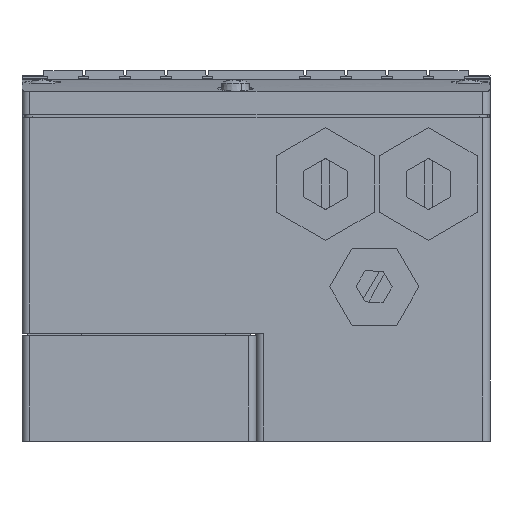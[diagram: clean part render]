
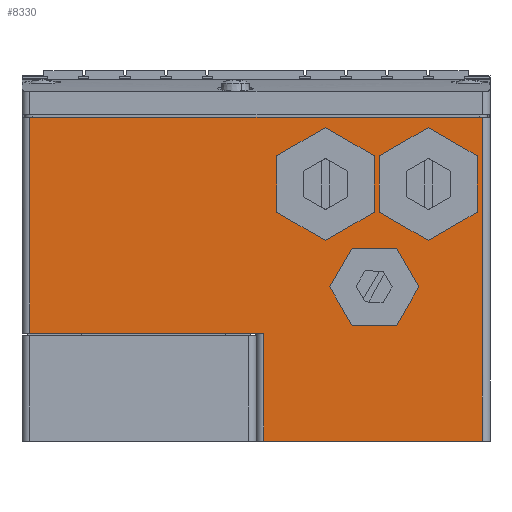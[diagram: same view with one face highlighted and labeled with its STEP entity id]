
A CAD part, front view. The second image highlights one B-rep face of the part: STEP entity #8330.
In plain terms, the highlighted planar face has unit normal (0, -1, 0).
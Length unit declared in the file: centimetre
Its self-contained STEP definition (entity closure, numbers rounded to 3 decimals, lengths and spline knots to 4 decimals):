
#727=CIRCLE('',#8972,0.75);
#728=CIRCLE('',#8974,0.95);
#729=CIRCLE('',#8975,0.95);
#1020=VERTEX_POINT('',#11914);
#1021=VERTEX_POINT('',#11916);
#1036=VERTEX_POINT('',#11948);
#1054=VERTEX_POINT('',#12222);
#1072=VERTEX_POINT('',#12406);
#1078=VERTEX_POINT('',#12530);
#1392=VERTEX_POINT('',#13670);
#1393=VERTEX_POINT('',#13673);
#1394=VERTEX_POINT('',#13675);
#1801=VECTOR('',#9494,1.);
#1814=VECTOR('',#9514,1.);
#1824=VECTOR('',#9538,1.);
#1841=VECTOR('',#9578,1.);
#1849=VECTOR('',#9601,1.);
#1904=VECTOR('',#9738,1.);
#2631=LINE('',#11915,#1801);
#2644=LINE('',#11947,#1814);
#2654=LINE('',#12221,#1824);
#2671=LINE('',#12407,#1841);
#2679=LINE('',#12531,#1849);
#2734=LINE('',#12729,#1904);
#3486=EDGE_CURVE('',#1020,#1021,#2631,.T.);
#3503=EDGE_CURVE('',#1036,#1021,#2644,.T.);
#3525=EDGE_CURVE('',#1036,#1054,#2654,.T.);
#3552=EDGE_CURVE('',#1020,#1072,#2671,.T.);
#3566=EDGE_CURVE('',#1078,#1072,#2679,.T.);
#3653=EDGE_CURVE('',#1054,#1078,#2734,.T.);
#4050=EDGE_CURVE('',#1392,#1392,#727,.T.);
#4051=EDGE_CURVE('',#1393,#1393,#728,.T.);
#4052=EDGE_CURVE('',#1394,#1394,#729,.T.);
#5875=ORIENTED_EDGE('',*,*,#3486,.F.);
#5876=ORIENTED_EDGE('',*,*,#3552,.T.);
#5877=ORIENTED_EDGE('',*,*,#3566,.F.);
#5878=ORIENTED_EDGE('',*,*,#3653,.F.);
#5879=ORIENTED_EDGE('',*,*,#3525,.F.);
#5880=ORIENTED_EDGE('',*,*,#3503,.T.);
#5881=ORIENTED_EDGE('',*,*,#4050,.T.);
#5882=ORIENTED_EDGE('',*,*,#4051,.T.);
#5883=ORIENTED_EDGE('',*,*,#4052,.T.);
#7181=EDGE_LOOP('',(#5875,#5876,#5877,#5878,#5879,#5880));
#7182=EDGE_LOOP('',(#5881));
#7183=EDGE_LOOP('',(#5882));
#7184=EDGE_LOOP('',(#5883));
#7792=FACE_BOUND('',#7181,.T.);
#7793=FACE_BOUND('',#7182,.T.);
#7794=FACE_BOUND('',#7183,.T.);
#7795=FACE_BOUND('',#7184,.T.);
#8330=ADVANCED_FACE('',(#7792,#7793,#7794,#7795),#14743,.T.);
#8617=AXIS2_PLACEMENT_3D('',#12523,#9592,$);
#8972=AXIS2_PLACEMENT_3D('',#13669,#10493,#10494);
#8974=AXIS2_PLACEMENT_3D('',#13672,#10496,#10497);
#8975=AXIS2_PLACEMENT_3D('',#13674,#10498,#10499);
#9494=DIRECTION('',(0.,0.,-1.));
#9514=DIRECTION('',(1.,0.,0.));
#9538=DIRECTION('',(0.,0.,1.));
#9578=DIRECTION('',(-1.,0.,0.));
#9592=DIRECTION('',(0.,-1.,0.));
#9601=DIRECTION('',(0.,0.,1.));
#9738=DIRECTION('',(-1.,0.,0.));
#10493=DIRECTION('',(0.,1.,0.));
#10494=DIRECTION('',(0.75,0.,0.));
#10496=DIRECTION('',(0.,1.,0.));
#10497=DIRECTION('',(0.95,0.,0.));
#10498=DIRECTION('',(0.,1.,0.));
#10499=DIRECTION('',(0.95,0.,0.));
#11914=CARTESIAN_POINT('',(4.4,-4.,6.3));
#11915=CARTESIAN_POINT('',(4.4,-4.,0.));
#11916=CARTESIAN_POINT('',(4.4,-4.,0.));
#11947=CARTESIAN_POINT('',(-4.55,-4.,0.));
#11948=CARTESIAN_POINT('',(0.15,-4.,0.));
#12221=CARTESIAN_POINT('',(0.15,-4.,0.));
#12222=CARTESIAN_POINT('',(0.15,-4.,2.1));
#12406=CARTESIAN_POINT('',(-4.4,-4.,6.3));
#12407=CARTESIAN_POINT('',(-4.525,-4.,6.3));
#12523=CARTESIAN_POINT('',(0.,-4.,0.));
#12530=CARTESIAN_POINT('',(-4.4,-4.,2.1));
#12531=CARTESIAN_POINT('',(-4.4,-4.,0.));
#12729=CARTESIAN_POINT('',(-5.5237,-4.,2.1));
#13669=CARTESIAN_POINT('',(2.3,-4.,3.));
#13670=CARTESIAN_POINT('',(3.05,-4.,3.));
#13672=CARTESIAN_POINT('',(1.35,-4.,5.));
#13673=CARTESIAN_POINT('',(2.3,-4.,5.));
#13674=CARTESIAN_POINT('',(3.35,-4.,5.));
#13675=CARTESIAN_POINT('',(4.3,-4.,5.));
#14743=PLANE('',#8617);
